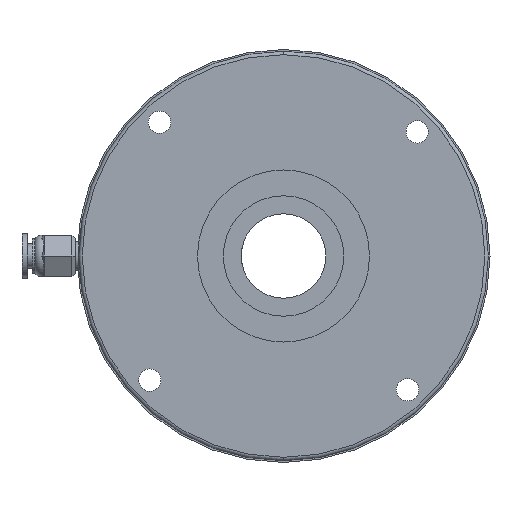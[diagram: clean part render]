
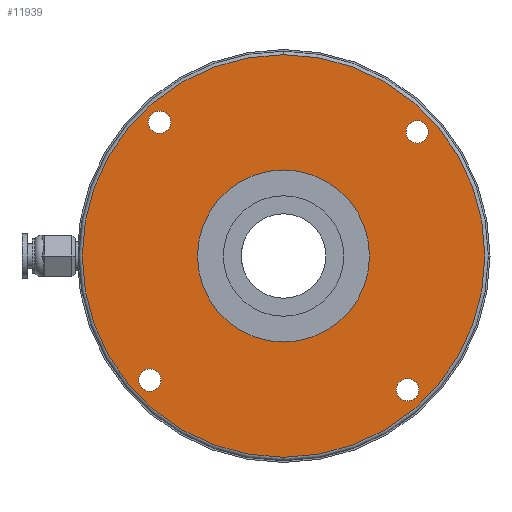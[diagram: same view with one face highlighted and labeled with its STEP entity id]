
A CAD part, front view. The second image highlights one B-rep face of the part: STEP entity #11939.
In plain terms, the highlighted planar face has unit normal (0, -1, 0).
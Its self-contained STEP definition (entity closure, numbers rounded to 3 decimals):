
#220 = CARTESIAN_POINT ( 'NONE',  ( -72.766, -48.086, -25. ) ) ;
#313 = DIRECTION ( 'NONE',  ( 0., 1., 0. ) ) ;
#316 = CARTESIAN_POINT ( 'NONE',  ( -111.627, -48.086, -39.289 ) ) ;
#573 = EDGE_CURVE ( 'NONE', #12893, #4519, #6872, .T. ) ;
#616 = CIRCLE ( 'NONE', #2672, 3.25 ) ;
#1121 = CIRCLE ( 'NONE', #8854, 3.25 ) ;
#1299 = CIRCLE ( 'NONE', #2061, 3.25 ) ;
#1372 = CIRCLE ( 'NONE', #8836, 3.25 ) ;
#1770 = FACE_BOUND ( 'NONE', #12218, .T. ) ;
#1960 = EDGE_CURVE ( 'NONE', #3236, #4852, #13686, .T. ) ;
#1975 = DIRECTION ( 'NONE',  ( 0., 1., 0. ) ) ;
#2007 = AXIS2_PLACEMENT_3D ( 'NONE', #8315, #9845, #13254 ) ;
#2061 = AXIS2_PLACEMENT_3D ( 'NONE', #3874, #13647, #4982 ) ;
#2154 = CARTESIAN_POINT ( 'NONE',  ( -111.627, -48.086, -36.039 ) ) ;
#2172 = CARTESIAN_POINT ( 'NONE',  ( -33.905, -48.086, 36.039 ) ) ;
#2188 = VERTEX_POINT ( 'NONE', #13509 ) ;
#2366 = CIRCLE ( 'NONE', #11381, 58.5 ) ;
#2498 = DIRECTION ( 'NONE',  ( 0., 1., 0. ) ) ;
#2617 = CARTESIAN_POINT ( 'NONE',  ( -72.766, -48.086, 25. ) ) ;
#2643 = CARTESIAN_POINT ( 'NONE',  ( -108.805, -48.086, 42.111 ) ) ;
#2651 = CARTESIAN_POINT ( 'NONE',  ( -33.905, -48.086, 36.039 ) ) ;
#2672 = AXIS2_PLACEMENT_3D ( 'NONE', #8787, #313, #13555 ) ;
#2829 = VERTEX_POINT ( 'NONE', #2617 ) ;
#2883 = DIRECTION ( 'NONE',  ( 0., 1., 0. ) ) ;
#2891 = AXIS2_PLACEMENT_3D ( 'NONE', #2154, #3612, #9424 ) ;
#3236 = VERTEX_POINT ( 'NONE', #316 ) ;
#3462 = FACE_BOUND ( 'NONE', #3582, .T. ) ;
#3542 = DIRECTION ( 'NONE',  ( 0., 1., 0. ) ) ;
#3547 = DIRECTION ( 'NONE',  ( 0., 0., 1. ) ) ;
#3582 = EDGE_LOOP ( 'NONE', ( #10341, #8151 ) ) ;
#3612 = DIRECTION ( 'NONE',  ( 0., 1., 0. ) ) ;
#3709 = DIRECTION ( 'NONE',  ( 0., 0., 1. ) ) ;
#3874 = CARTESIAN_POINT ( 'NONE',  ( -108.805, -48.086, 38.861 ) ) ;
#3894 = ORIENTED_EDGE ( 'NONE', *, *, #13383, .F. ) ;
#3899 = EDGE_CURVE ( 'NONE', #13664, #6443, #7477, .T. ) ;
#4399 = AXIS2_PLACEMENT_3D ( 'NONE', #9246, #5524, #12641 ) ;
#4519 = VERTEX_POINT ( 'NONE', #5001 ) ;
#4531 = CIRCLE ( 'NONE', #5287, 25. ) ;
#4700 = AXIS2_PLACEMENT_3D ( 'NONE', #6344, #15077, #9917 ) ;
#4728 = CIRCLE ( 'NONE', #10421, 3.25 ) ;
#4738 = VERTEX_POINT ( 'NONE', #220 ) ;
#4773 = ORIENTED_EDGE ( 'NONE', *, *, #7539, .T. ) ;
#4852 = VERTEX_POINT ( 'NONE', #8762 ) ;
#4982 = DIRECTION ( 'NONE',  ( 0., 0., 1. ) ) ;
#5001 = CARTESIAN_POINT ( 'NONE',  ( -72.766, -48.086, 58.5 ) ) ;
#5287 = AXIS2_PLACEMENT_3D ( 'NONE', #6289, #11625, #5474 ) ;
#5378 = EDGE_CURVE ( 'NONE', #4519, #12893, #2366, .T. ) ;
#5385 = AXIS2_PLACEMENT_3D ( 'NONE', #9665, #3542, #12095 ) ;
#5474 = DIRECTION ( 'NONE',  ( 0., 0., -1. ) ) ;
#5524 = DIRECTION ( 'NONE',  ( 0., 1., 0. ) ) ;
#5718 = CARTESIAN_POINT ( 'NONE',  ( -33.905, -48.086, 32.789 ) ) ;
#6289 = CARTESIAN_POINT ( 'NONE',  ( -72.766, -48.086, 0. ) ) ;
#6305 = CARTESIAN_POINT ( 'NONE',  ( -72.766, -48.086, 0. ) ) ;
#6344 = CARTESIAN_POINT ( 'NONE',  ( -72.766, -48.086, 0. ) ) ;
#6443 = VERTEX_POINT ( 'NONE', #15831 ) ;
#6872 = CIRCLE ( 'NONE', #2007, 58.5 ) ;
#7217 = FACE_BOUND ( 'NONE', #7257, .T. ) ;
#7235 = CARTESIAN_POINT ( 'NONE',  ( -108.805, -48.086, 35.611 ) ) ;
#7257 = EDGE_LOOP ( 'NONE', ( #9211, #10171 ) ) ;
#7414 = CARTESIAN_POINT ( 'NONE',  ( -72.766, -48.086, -58.5 ) ) ;
#7477 = CIRCLE ( 'NONE', #4399, 3.25 ) ;
#7539 = EDGE_CURVE ( 'NONE', #2188, #10745, #1121, .T. ) ;
#7579 = ORIENTED_EDGE ( 'NONE', *, *, #8835, .T. ) ;
#7900 = EDGE_LOOP ( 'NONE', ( #12435, #10022 ) ) ;
#8064 = EDGE_CURVE ( 'NONE', #6443, #13664, #616, .T. ) ;
#8134 = EDGE_CURVE ( 'NONE', #10745, #2188, #4728, .T. ) ;
#8151 = ORIENTED_EDGE ( 'NONE', *, *, #3899, .T. ) ;
#8315 = CARTESIAN_POINT ( 'NONE',  ( -72.766, -48.086, 0. ) ) ;
#8453 = EDGE_CURVE ( 'NONE', #2829, #4738, #12708, .T. ) ;
#8548 = CARTESIAN_POINT ( 'NONE',  ( -36.727, -48.086, -42.111 ) ) ;
#8662 = DIRECTION ( 'NONE',  ( 0., -1., 0. ) ) ;
#8762 = CARTESIAN_POINT ( 'NONE',  ( -111.627, -48.086, -32.789 ) ) ;
#8768 = EDGE_CURVE ( 'NONE', #12200, #11211, #1372, .T. ) ;
#8787 = CARTESIAN_POINT ( 'NONE',  ( -36.727, -48.086, -38.861 ) ) ;
#8835 = EDGE_CURVE ( 'NONE', #4852, #3236, #10113, .T. ) ;
#8836 = AXIS2_PLACEMENT_3D ( 'NONE', #9019, #2883, #14113 ) ;
#8854 = AXIS2_PLACEMENT_3D ( 'NONE', #2172, #10894, #3547 ) ;
#9019 = CARTESIAN_POINT ( 'NONE',  ( -108.805, -48.086, 38.861 ) ) ;
#9211 = ORIENTED_EDGE ( 'NONE', *, *, #8768, .T. ) ;
#9246 = CARTESIAN_POINT ( 'NONE',  ( -36.727, -48.086, -38.861 ) ) ;
#9424 = DIRECTION ( 'NONE',  ( 0., 0., 1. ) ) ;
#9665 = CARTESIAN_POINT ( 'NONE',  ( -132.266, -48.086, 0. ) ) ;
#9803 = AXIS2_PLACEMENT_3D ( 'NONE', #15832, #1975, #13352 ) ;
#9845 = DIRECTION ( 'NONE',  ( 0., -1., 0. ) ) ;
#9917 = DIRECTION ( 'NONE',  ( 0., 0., -1. ) ) ;
#10022 = ORIENTED_EDGE ( 'NONE', *, *, #5378, .T. ) ;
#10113 = CIRCLE ( 'NONE', #2891, 3.25 ) ;
#10171 = ORIENTED_EDGE ( 'NONE', *, *, #11424, .T. ) ;
#10256 = ORIENTED_EDGE ( 'NONE', *, *, #8134, .T. ) ;
#10341 = ORIENTED_EDGE ( 'NONE', *, *, #8064, .T. ) ;
#10421 = AXIS2_PLACEMENT_3D ( 'NONE', #2651, #2498, #3709 ) ;
#10745 = VERTEX_POINT ( 'NONE', #5718 ) ;
#10894 = DIRECTION ( 'NONE',  ( 0., 1., 0. ) ) ;
#11211 = VERTEX_POINT ( 'NONE', #7235 ) ;
#11381 = AXIS2_PLACEMENT_3D ( 'NONE', #6305, #8662, #13673 ) ;
#11424 = EDGE_CURVE ( 'NONE', #11211, #12200, #1299, .T. ) ;
#11625 = DIRECTION ( 'NONE',  ( 0., -1., 0. ) ) ;
#11939 = ADVANCED_FACE ( 'NONE', ( #1770, #14124, #3462, #14769, #7217, #13229 ), #13466, .F. ) ;
#12095 = DIRECTION ( 'NONE',  ( 1., 0., 0. ) ) ;
#12200 = VERTEX_POINT ( 'NONE', #2643 ) ;
#12218 = EDGE_LOOP ( 'NONE', ( #3894, #15887 ) ) ;
#12435 = ORIENTED_EDGE ( 'NONE', *, *, #573, .T. ) ;
#12641 = DIRECTION ( 'NONE',  ( 0., 0., 1. ) ) ;
#12689 = ORIENTED_EDGE ( 'NONE', *, *, #1960, .T. ) ;
#12708 = CIRCLE ( 'NONE', #4700, 25. ) ;
#12893 = VERTEX_POINT ( 'NONE', #7414 ) ;
#13229 = FACE_OUTER_BOUND ( 'NONE', #7900, .T. ) ;
#13254 = DIRECTION ( 'NONE',  ( 0., 0., 1. ) ) ;
#13352 = DIRECTION ( 'NONE',  ( 0., 0., 1. ) ) ;
#13383 = EDGE_CURVE ( 'NONE', #4738, #2829, #4531, .T. ) ;
#13432 = EDGE_LOOP ( 'NONE', ( #7579, #12689 ) ) ;
#13466 = PLANE ( 'NONE',  #5385 ) ;
#13509 = CARTESIAN_POINT ( 'NONE',  ( -33.905, -48.086, 39.289 ) ) ;
#13555 = DIRECTION ( 'NONE',  ( 0., 0., 1. ) ) ;
#13647 = DIRECTION ( 'NONE',  ( 0., 1., 0. ) ) ;
#13664 = VERTEX_POINT ( 'NONE', #8548 ) ;
#13673 = DIRECTION ( 'NONE',  ( 0., 0., 1. ) ) ;
#13686 = CIRCLE ( 'NONE', #9803, 3.25 ) ;
#14113 = DIRECTION ( 'NONE',  ( 0., 0., 1. ) ) ;
#14124 = FACE_BOUND ( 'NONE', #13432, .T. ) ;
#14769 = FACE_BOUND ( 'NONE', #15029, .T. ) ;
#15029 = EDGE_LOOP ( 'NONE', ( #4773, #10256 ) ) ;
#15077 = DIRECTION ( 'NONE',  ( 0., -1., 0. ) ) ;
#15831 = CARTESIAN_POINT ( 'NONE',  ( -36.727, -48.086, -35.611 ) ) ;
#15832 = CARTESIAN_POINT ( 'NONE',  ( -111.627, -48.086, -36.039 ) ) ;
#15887 = ORIENTED_EDGE ( 'NONE', *, *, #8453, .F. ) ;
